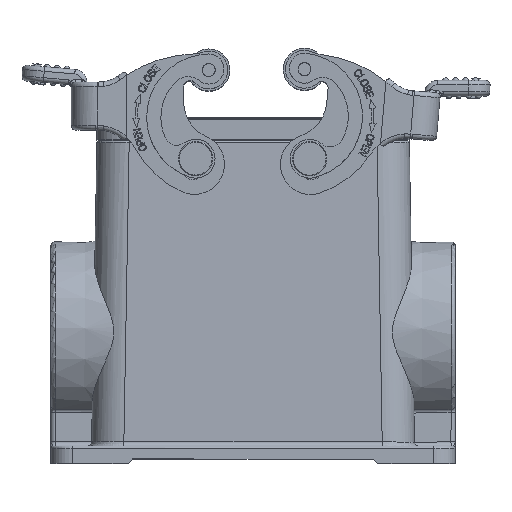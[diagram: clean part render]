
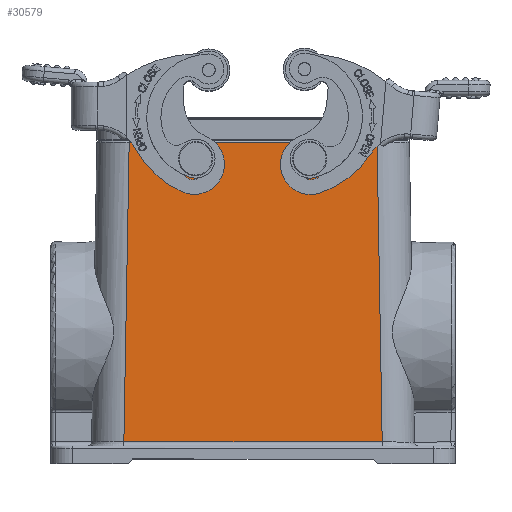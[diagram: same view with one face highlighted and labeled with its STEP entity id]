
A CAD part, top view. The second image highlights one B-rep face of the part: STEP entity #30579.
In plain terms, the highlighted planar face has unit normal (0, 0.018, 1).
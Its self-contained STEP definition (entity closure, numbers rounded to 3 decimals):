
#4098=DIRECTION('',(0.017,-1.,0.017));
#4099=VECTOR('',#4098,69.547);
#4100=CARTESIAN_POINT('',(75.819,51.712,49.758));
#4101=LINE('',#4100,#4099);
#4102=DIRECTION('',(0.018,1.,-0.017));
#4103=VECTOR('',#4102,69.547);
#4104=CARTESIAN_POINT('',(16.964,-17.796,50.971));
#4105=LINE('',#4104,#4103);
#4106=CARTESIAN_POINT('',(60.777,49.388,49.798));
#4107=CARTESIAN_POINT('',(60.727,49.407,49.798));
#4108=CARTESIAN_POINT('',(60.624,49.44,49.798));
#4109=CARTESIAN_POINT('',(60.465,49.471,49.797));
#4110=CARTESIAN_POINT('',(60.358,49.48,49.798));
#4111=CARTESIAN_POINT('',(60.304,49.482,49.798));
#4113=CARTESIAN_POINT('',(60.304,49.482,49.798));
#4114=CARTESIAN_POINT('',(60.227,49.489,49.797));
#4115=CARTESIAN_POINT('',(60.074,49.492,49.796));
#4116=CARTESIAN_POINT('',(59.849,49.461,49.797));
#4117=CARTESIAN_POINT('',(59.703,49.417,49.798));
#4118=CARTESIAN_POINT('',(59.631,49.389,49.798));
#6570=DIRECTION('',(-1.,0.,0.));
#6571=VECTOR('',#6570,57.619);
#6572=CARTESIAN_POINT('',(75.819,51.712,49.758));
#6573=LINE('',#6572,#6571);
#7375=DIRECTION('',(1.,0.,0.));
#7376=VECTOR('',#7375,1.247);
#7377=CARTESIAN_POINT('',(58.384,49.389,49.798));
#7378=LINE('',#7377,#7376);
#7399=DIRECTION('',(1.,0.,0.));
#7400=VECTOR('',#7399,1.169);
#7401=CARTESIAN_POINT('',(60.777,49.388,49.798));
#7402=LINE('',#7401,#7400);
#7468=CARTESIAN_POINT('',(61.946,49.388,49.798));
#7469=CARTESIAN_POINT('',(62.068,49.235,49.801));
#7470=CARTESIAN_POINT('',(62.264,48.912,49.807));
#7471=CARTESIAN_POINT('',(62.426,48.389,49.816));
#7472=CARTESIAN_POINT('',(62.447,48.01,49.822));
#7473=CARTESIAN_POINT('',(62.433,47.815,49.826));
#7485=CARTESIAN_POINT('',(57.902,48.212,49.819));
#7486=CARTESIAN_POINT('',(57.918,48.359,49.816));
#7487=CARTESIAN_POINT('',(57.975,48.641,49.811));
#7488=CARTESIAN_POINT('',(58.135,49.033,49.805));
#7489=CARTESIAN_POINT('',(58.292,49.274,49.8));
#7490=CARTESIAN_POINT('',(58.384,49.389,49.798));
#7492=CARTESIAN_POINT('',(62.433,47.815,49.826));
#7493=CARTESIAN_POINT('',(62.417,47.59,49.83));
#7494=CARTESIAN_POINT('',(62.324,47.166,49.837));
#7495=CARTESIAN_POINT('',(62.003,46.581,49.847));
#7496=CARTESIAN_POINT('',(61.531,46.116,49.856));
#7497=CARTESIAN_POINT('',(60.945,45.804,49.861));
#7498=CARTESIAN_POINT('',(60.295,45.671,49.863));
#7499=CARTESIAN_POINT('',(59.634,45.729,49.862));
#7500=CARTESIAN_POINT('',(59.017,45.973,49.858));
#7501=CARTESIAN_POINT('',(58.494,46.383,49.851));
#7502=CARTESIAN_POINT('',(58.111,46.924,49.841));
#7503=CARTESIAN_POINT('',(57.897,47.556,49.83));
#7504=CARTESIAN_POINT('',(57.879,47.989,49.823));
#7505=CARTESIAN_POINT('',(57.902,48.212,49.819));
#15558=DIRECTION('',(1.,0.,0.));
#15559=VECTOR('',#15558,60.047);
#15560=CARTESIAN_POINT('',(16.964,-17.796,
50.971));
#15561=LINE('',#15560,#15559);
#15571=CARTESIAN_POINT('',(35.988,48.014,49.823));
#15572=CARTESIAN_POINT('',(35.992,47.784,49.827));
#15573=CARTESIAN_POINT('',(35.934,47.344,49.834));
#15574=CARTESIAN_POINT('',(35.66,46.72,49.845));
#15575=CARTESIAN_POINT('',(35.221,46.204,49.854));
#15576=CARTESIAN_POINT('',(34.653,45.834,49.861));
#15577=CARTESIAN_POINT('',(34.003,45.641,49.864));
#15578=CARTESIAN_POINT('',(33.325,45.641,49.864));
#15579=CARTESIAN_POINT('',(32.675,45.835,49.861));
#15580=CARTESIAN_POINT('',(32.107,46.205,49.854));
#15581=CARTESIAN_POINT('',(31.668,46.721,49.845));
#15582=CARTESIAN_POINT('',(31.394,47.345,49.834));
#15583=CARTESIAN_POINT('',(31.337,47.784,49.827));
#15584=CARTESIAN_POINT('',(31.341,48.014,49.823));
#15604=CARTESIAN_POINT('',(31.341,48.014,49.823));
#15605=CARTESIAN_POINT('',(31.345,48.219,49.819));
#15606=CARTESIAN_POINT('',(31.404,48.613,49.812));
#15607=CARTESIAN_POINT('',(31.643,49.173,49.802));
#15608=CARTESIAN_POINT('',(32.018,49.65,49.794));
#15609=CARTESIAN_POINT('',(32.501,50.015,49.788));
#15610=CARTESIAN_POINT('',(33.065,50.245,49.784));
#15611=CARTESIAN_POINT('',(33.459,50.297,49.783));
#15612=CARTESIAN_POINT('',(33.664,50.297,49.783));
#15614=CARTESIAN_POINT('',(33.664,50.297,49.783));
#15615=CARTESIAN_POINT('',(33.869,50.297,49.783));
#15616=CARTESIAN_POINT('',(34.264,50.245,49.784));
#15617=CARTESIAN_POINT('',(34.828,50.015,49.788));
#15618=CARTESIAN_POINT('',(35.311,49.65,49.794));
#15619=CARTESIAN_POINT('',(35.685,49.173,49.802));
#15620=CARTESIAN_POINT('',(35.925,48.613,49.812));
#15621=CARTESIAN_POINT('',(35.984,48.219,49.819));
#15622=CARTESIAN_POINT('',(35.988,48.014,49.823));
#20821=CARTESIAN_POINT('',(16.964,-17.796,
50.971));
#20822=CARTESIAN_POINT('',(18.199,51.73,49.758));
#20823=VERTEX_POINT('',#20821);
#20824=VERTEX_POINT('',#20822);
#20829=CARTESIAN_POINT('',(75.819,51.712,49.758));
#20830=CARTESIAN_POINT('',(77.01,-17.815,
50.971));
#20831=VERTEX_POINT('',#20829);
#20832=VERTEX_POINT('',#20830);
#20833=VERTEX_POINT('',#15571);
#20834=VERTEX_POINT('',#15584);
#20835=VERTEX_POINT('',#15614);
#20836=VERTEX_POINT('',#7492);
#20837=VERTEX_POINT('',#7505);
#20838=VERTEX_POINT('',#7468);
#20839=CARTESIAN_POINT('',(60.777,49.388,49.798));
#20840=VERTEX_POINT('',#20839);
#20841=VERTEX_POINT('',#4111);
#20842=VERTEX_POINT('',#4118);
#20843=CARTESIAN_POINT('',(58.384,49.389,49.798));
#20844=VERTEX_POINT('',#20843);
#30541=CARTESIAN_POINT('',(46.998,16.958,50.365));
#30542=DIRECTION('',(0.,0.017,1.));
#30543=DIRECTION('',(0.,-1.,0.017));
#30544=AXIS2_PLACEMENT_3D('',#30541,#30542,#30543);
#30545=PLANE('',#30544);
#30547=ORIENTED_EDGE('',*,*,#30546,.T.);
#30549=ORIENTED_EDGE('',*,*,#30548,.F.);
#30550=ORIENTED_EDGE('',*,*,#30525,.T.);
#30552=ORIENTED_EDGE('',*,*,#30551,.F.);
#30553=EDGE_LOOP('',(#30547,#30549,#30550,#30552));
#30554=FACE_OUTER_BOUND('',#30553,.F.);
#30556=ORIENTED_EDGE('',*,*,#30555,.F.);
#30558=ORIENTED_EDGE('',*,*,#30557,.F.);
#30560=ORIENTED_EDGE('',*,*,#30559,.F.);
#30561=EDGE_LOOP('',(#30556,#30558,#30560));
#30562=FACE_BOUND('',#30561,.F.);
#30564=ORIENTED_EDGE('',*,*,#30563,.F.);
#30566=ORIENTED_EDGE('',*,*,#30565,.F.);
#30568=ORIENTED_EDGE('',*,*,#30567,.F.);
#30570=ORIENTED_EDGE('',*,*,#30569,.T.);
#30572=ORIENTED_EDGE('',*,*,#30571,.T.);
#30574=ORIENTED_EDGE('',*,*,#30573,.F.);
#30576=ORIENTED_EDGE('',*,*,#30575,.F.);
#30577=EDGE_LOOP('',(#30564,#30566,#30568,#30570,#30572,#30574,#30576));
#30578=FACE_BOUND('',#30577,.F.);
#4112=B_SPLINE_CURVE_WITH_KNOTS('',3,(#4106,#4107,#4108,#4109,#4110,#4111),
.UNSPECIFIED.,.F.,.F.,(4,1,1,4),(0.,0.333,0.667,1.),
.UNSPECIFIED.);
#4119=B_SPLINE_CURVE_WITH_KNOTS('',3,(#4113,#4114,#4115,#4116,#4117,#4118),
.UNSPECIFIED.,.F.,.F.,(4,1,1,4),(0.,0.333,0.667,1.),
.UNSPECIFIED.);
#7474=B_SPLINE_CURVE_WITH_KNOTS('',3,(#7468,#7469,#7470,#7471,#7472,#7473),
.UNSPECIFIED.,.F.,.F.,(4,1,1,4),(0.,0.333,0.667,1.),
.UNSPECIFIED.);
#7491=B_SPLINE_CURVE_WITH_KNOTS('',3,(#7485,#7486,#7487,#7488,#7489,#7490),
.UNSPECIFIED.,.F.,.F.,(4,1,1,4),(0.,0.333,0.667,1.),
.UNSPECIFIED.);
#7506=B_SPLINE_CURVE_WITH_KNOTS('',3,(#7492,#7493,#7494,#7495,#7496,#7497,#7498,
#7499,#7500,#7501,#7502,#7503,#7504,#7505),.UNSPECIFIED.,.F.,.F.,(4,1,1,1,1,1,1,
1,1,1,1,4),(0.,0.091,0.182,0.273,
0.364,0.455,0.545,0.636,
0.727,0.818,0.909,1.),.UNSPECIFIED.);
#15585=B_SPLINE_CURVE_WITH_KNOTS('',3,(#15571,#15572,#15573,#15574,#15575,
#15576,#15577,#15578,#15579,#15580,#15581,#15582,#15583,#15584),.UNSPECIFIED.,
.F.,.F.,(4,1,1,1,1,1,1,1,1,1,1,4),(0.,0.091,0.182,
0.273,0.364,0.455,0.545,
0.636,0.727,0.818,0.909,1.),
.UNSPECIFIED.);
#15613=B_SPLINE_CURVE_WITH_KNOTS('',3,(#15604,#15605,#15606,#15607,#15608,
#15609,#15610,#15611,#15612),.UNSPECIFIED.,.F.,.F.,(4,1,1,1,1,1,4),(0.,
0.167,0.333,0.5,0.667,0.833,
1.),.UNSPECIFIED.);
#15623=B_SPLINE_CURVE_WITH_KNOTS('',3,(#15614,#15615,#15616,#15617,#15618,
#15619,#15620,#15621,#15622),.UNSPECIFIED.,.F.,.F.,(4,1,1,1,1,1,4),(0.,
0.167,0.333,0.5,0.667,0.833,
1.),.UNSPECIFIED.);
#30525=EDGE_CURVE('',#20823,#20824,#4105,.T.);
#30546=EDGE_CURVE('',#20831,#20832,#4101,.T.);
#30548=EDGE_CURVE('',#20823,#20832,#15561,.T.);
#30551=EDGE_CURVE('',#20831,#20824,#6573,.T.);
#30555=EDGE_CURVE('',#20833,#20834,#15585,.T.);
#30557=EDGE_CURVE('',#20835,#20833,#15623,.T.);
#30559=EDGE_CURVE('',#20834,#20835,#15613,.T.);
#30563=EDGE_CURVE('',#20836,#20837,#7506,.T.);
#30565=EDGE_CURVE('',#20838,#20836,#7474,.T.);
#30567=EDGE_CURVE('',#20840,#20838,#7402,.T.);
#30569=EDGE_CURVE('',#20840,#20841,#4112,.T.);
#30571=EDGE_CURVE('',#20841,#20842,#4119,.T.);
#30573=EDGE_CURVE('',#20844,#20842,#7378,.T.);
#30575=EDGE_CURVE('',#20837,#20844,#7491,.T.);
#30579=ADVANCED_FACE('',(#30554,#30562,#30578),#30545,.T.);
